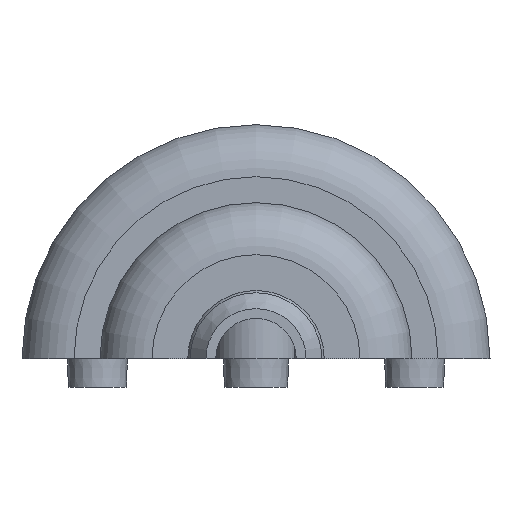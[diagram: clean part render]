
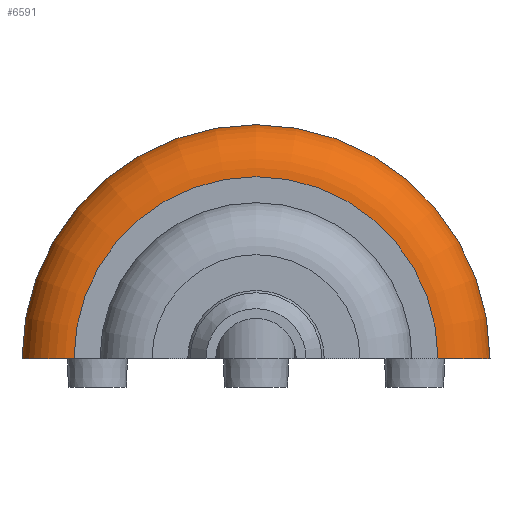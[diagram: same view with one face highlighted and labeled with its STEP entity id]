
A CAD part, front view. The second image highlights one B-rep face of the part: STEP entity #6591.
In plain terms, the highlighted toroidal (fillet/blend) face has major radius 17.78 mm and minor radius 5.08 mm.
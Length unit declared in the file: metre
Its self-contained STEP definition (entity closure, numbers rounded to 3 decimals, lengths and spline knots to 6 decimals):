
#1306=TOROIDAL_SURFACE('',#7174,0.01778,0.00508);
#2139=ORIENTED_EDGE('',*,*,#3679,.T.);
#2140=ORIENTED_EDGE('',*,*,#4056,.T.);
#2141=ORIENTED_EDGE('',*,*,#3637,.T.);
#2142=ORIENTED_EDGE('',*,*,#4066,.T.);
#3637=EDGE_CURVE('',#4650,#4649,#5220,.F.);
#3679=EDGE_CURVE('',#4692,#4691,#5231,.T.);
#4056=EDGE_CURVE('',#4691,#4650,#5325,.F.);
#4066=EDGE_CURVE('',#4649,#4692,#5335,.T.);
#4649=VERTEX_POINT('',#9939);
#4650=VERTEX_POINT('',#9941);
#4691=VERTEX_POINT('',#10024);
#4692=VERTEX_POINT('',#10026);
#5220=CIRCLE('',#6990,0.00508);
#5231=CIRCLE('',#7002,0.00508);
#5325=CIRCLE('',#7139,0.02286);
#5335=CIRCLE('',#7156,0.01778);
#5645=EDGE_LOOP('',(#2139,#2140,#2141,#2142));
#6097=FACE_BOUND('',#5645,.T.);
#6591=ADVANCED_FACE('',(#6097),#1306,.T.);
#6990=AXIS2_PLACEMENT_3D('',#9940,#7787,#7788);
#7002=AXIS2_PLACEMENT_3D('',#10025,#7842,#7843);
#7139=AXIS2_PLACEMENT_3D('',#11110,#8323,#8324);
#7156=AXIS2_PLACEMENT_3D('',#11127,#8357,#8358);
#7174=AXIS2_PLACEMENT_3D('',#11145,#8393,#8394);
#7787=DIRECTION('',(0.,0.,-1.));
#7788=DIRECTION('',(-1.,0.,0.));
#7842=DIRECTION('',(0.,0.,1.));
#7843=DIRECTION('',(1.,0.,0.));
#8323=DIRECTION('',(0.,1.,0.));
#8324=DIRECTION('',(0.,0.,1.));
#8357=DIRECTION('',(0.,1.,0.));
#8358=DIRECTION('',(0.,0.,1.));
#8393=DIRECTION('',(0.,-1.,0.));
#8394=DIRECTION('',(0.,0.,1.));
#9939=CARTESIAN_POINT('',(-0.01778,0.,0.0762));
#9940=CARTESIAN_POINT('',(-0.01778,0.00508,0.0762));
#9941=CARTESIAN_POINT('',(-0.02286,0.00508,0.0762));
#10024=CARTESIAN_POINT('',(0.02286,0.00508,0.0762));
#10025=CARTESIAN_POINT('',(0.01778,0.00508,0.0762));
#10026=CARTESIAN_POINT('',(0.01778,0.,0.0762));
#11110=CARTESIAN_POINT('',(0.,0.00508,0.0762));
#11127=CARTESIAN_POINT('',(0.,0.,0.0762));
#11145=CARTESIAN_POINT('',(0.,0.00508,0.0762));
